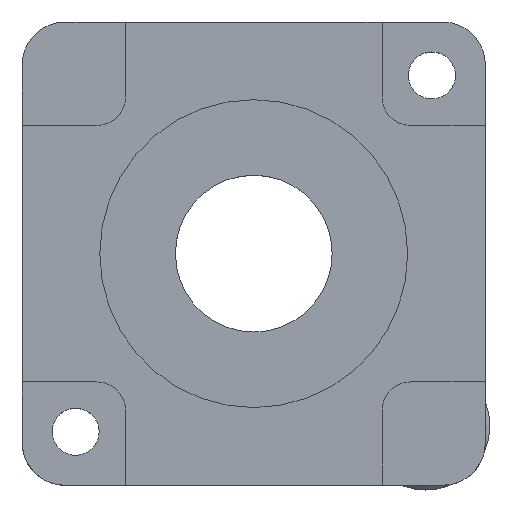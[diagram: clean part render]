
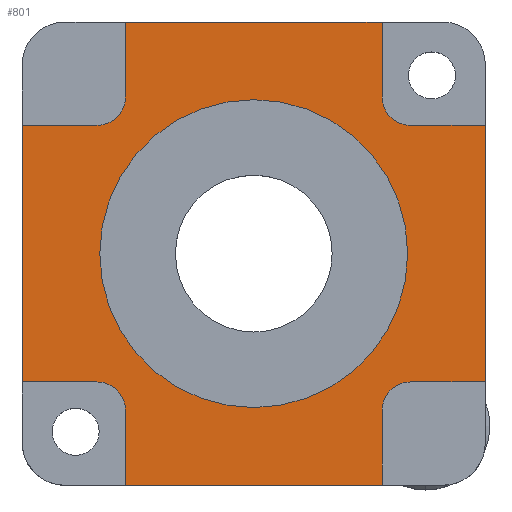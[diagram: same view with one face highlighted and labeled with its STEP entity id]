
A CAD part, top view. The second image highlights one B-rep face of the part: STEP entity #801.
In plain terms, the highlighted planar face has unit normal (0, 0, 1).
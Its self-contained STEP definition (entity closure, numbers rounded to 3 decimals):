
#78 = VERTEX_POINT ( 'NONE', #1176 ) ;
#208 = VERTEX_POINT ( 'NONE', #1545 ) ;
#221 = EDGE_CURVE ( 'NONE', #610, #584, #1465, .T. ) ;
#234 = EDGE_CURVE ( 'NONE', #208, #78, #1584, .T. ) ;
#272 = VERTEX_POINT ( 'NONE', #1454 ) ;
#313 = EDGE_CURVE ( 'NONE', #318, #272, #1616, .T. ) ;
#318 = VERTEX_POINT ( 'NONE', #1306 ) ;
#323 = EDGE_CURVE ( 'NONE', #272, #318, #2848, .T. ) ;
#368 = EDGE_CURVE ( 'NONE', #370, #385, #1792, .T. ) ;
#370 = VERTEX_POINT ( 'NONE', #1787 ) ;
#385 = VERTEX_POINT ( 'NONE', #1754 ) ;
#388 = EDGE_CURVE ( 'NONE', #487, #370, #1755, .T. ) ;
#404 = VERTEX_POINT ( 'NONE', #1728 ) ;
#407 = EDGE_CURVE ( 'NONE', #522, #78, #1694, .T. ) ;
#411 = EDGE_CURVE ( 'NONE', #452, #487, #1690, .T. ) ;
#412 = VERTEX_POINT ( 'NONE', #1685 ) ;
#413 = EDGE_CURVE ( 'NONE', #414, #422, #1695, .T. ) ;
#414 = VERTEX_POINT ( 'NONE', #1831 ) ;
#422 = VERTEX_POINT ( 'NONE', #1832 ) ;
#426 = EDGE_CURVE ( 'NONE', #431, #610, #1821, .T. ) ;
#431 = VERTEX_POINT ( 'NONE', #1817 ) ;
#452 = VERTEX_POINT ( 'NONE', #1674 ) ;
#458 = EDGE_CURVE ( 'NONE', #452, #412, #1896, .T. ) ;
#487 = VERTEX_POINT ( 'NONE', #2011 ) ;
#522 = VERTEX_POINT ( 'NONE', #1982 ) ;
#524 = EDGE_CURVE ( 'NONE', #522, #431, #1971, .T. ) ;
#545 = EDGE_CURVE ( 'NONE', #385, #208, #2004, .T. ) ;
#584 = VERTEX_POINT ( 'NONE', #2080 ) ;
#610 = VERTEX_POINT ( 'NONE', #1881 ) ;
#624 = EDGE_CURVE ( 'NONE', #404, #414, #2063, .T. ) ;
#631 = ORIENTED_EDGE ( 'NONE', *, *, #426, .T. ) ;
#671 = ORIENTED_EDGE ( 'NONE', *, *, #221, .T. ) ;
#677 = ORIENTED_EDGE ( 'NONE', *, *, #458, .F. ) ;
#689 = ORIENTED_EDGE ( 'NONE', *, *, #368, .T. ) ;
#690 = ORIENTED_EDGE ( 'NONE', *, *, #697, .F. ) ;
#694 = ORIENTED_EDGE ( 'NONE', *, *, #323, .T. ) ;
#696 = ORIENTED_EDGE ( 'NONE', *, *, #234, .T. ) ;
#697 = EDGE_CURVE ( 'NONE', #404, #875, #2137, .T. ) ;
#713 = ORIENTED_EDGE ( 'NONE', *, *, #871, .F. ) ;
#714 = ORIENTED_EDGE ( 'NONE', *, *, #407, .F. ) ;
#715 = EDGE_LOOP ( 'NONE', ( #694, #854 ) ) ;
#801 = ADVANCED_FACE ( 'NONE', ( #2355, #2423 ), #2354, .T. ) ;
#802 = ORIENTED_EDGE ( 'NONE', *, *, #411, .T. ) ;
#803 = EDGE_LOOP ( 'NONE', ( #690, #847, #845, #863, #677, #802, #846, #689, #848, #696, #714, #850, #631, #671, #713, #851 ) ) ;
#810 = EDGE_CURVE ( 'NONE', #870, #875, #2413, .T. ) ;
#845 = ORIENTED_EDGE ( 'NONE', *, *, #413, .T. ) ;
#846 = ORIENTED_EDGE ( 'NONE', *, *, #388, .T. ) ;
#847 = ORIENTED_EDGE ( 'NONE', *, *, #624, .T. ) ;
#848 = ORIENTED_EDGE ( 'NONE', *, *, #545, .T. ) ;
#849 = EDGE_CURVE ( 'NONE', #422, #412, #2298, .T. ) ;
#850 = ORIENTED_EDGE ( 'NONE', *, *, #524, .T. ) ;
#851 = ORIENTED_EDGE ( 'NONE', *, *, #810, .T. ) ;
#854 = ORIENTED_EDGE ( 'NONE', *, *, #313, .T. ) ;
#863 = ORIENTED_EDGE ( 'NONE', *, *, #849, .T. ) ;
#870 = VERTEX_POINT ( 'NONE', #2502 ) ;
#871 = EDGE_CURVE ( 'NONE', #870, #584, #2535, .T. ) ;
#875 = VERTEX_POINT ( 'NONE', #2589 ) ;
#1176 = CARTESIAN_POINT ( 'NONE',  ( 13.311, -32.438, 5.75 ) ) ;
#1306 = CARTESIAN_POINT ( 'NONE',  ( -26.289, 0.062, 5.75 ) ) ;
#1454 = CARTESIAN_POINT ( 'NONE',  ( 16.911, 0.062, 5.75 ) ) ;
#1462 = DIRECTION ( 'NONE',  ( 0., 1., 0. ) ) ;
#1463 = VECTOR ( 'NONE', #1462, 1000. ) ;
#1464 = CARTESIAN_POINT ( 'NONE',  ( 27.811, -97.5, 5.75 ) ) ;
#1465 = LINE ( 'NONE', #1464, #1463 ) ;
#1545 = CARTESIAN_POINT ( 'NONE',  ( -22.689, -32.438, 5.75 ) ) ;
#1559 = DIRECTION ( 'NONE',  ( 1., 0., 0. ) ) ;
#1560 = DIRECTION ( 'NONE',  ( 0., 0., -1. ) ) ;
#1561 = CARTESIAN_POINT ( 'NONE',  ( -4.689, 0.062, 5.75 ) ) ;
#1562 = AXIS2_PLACEMENT_3D ( 'NONE', #1561, #1560, #1559 ) ;
#1574 = DIRECTION ( 'NONE',  ( 1., 0., 0. ) ) ;
#1575 = VECTOR ( 'NONE', #1574, 1000. ) ;
#1583 = CARTESIAN_POINT ( 'NONE',  ( -4.689, -32.438, 5.75 ) ) ;
#1584 = LINE ( 'NONE', #1583, #1575 ) ;
#1616 = CIRCLE ( 'NONE', #1562, 21.6 ) ;
#1674 = CARTESIAN_POINT ( 'NONE',  ( -37.189, 18.062, 5.75 ) ) ;
#1685 = CARTESIAN_POINT ( 'NONE',  ( -26.689, 18.062, 5.75 ) ) ;
#1690 = LINE ( 'NONE', #1701, #1834 ) ;
#1691 = DIRECTION ( 'NONE',  ( 0., -1., 0. ) ) ;
#1692 = VECTOR ( 'NONE', #1691, 1000. ) ;
#1693 = CARTESIAN_POINT ( 'NONE',  ( 13.311, -97.5, 5.75 ) ) ;
#1694 = LINE ( 'NONE', #1693, #1692 ) ;
#1695 = LINE ( 'NONE', #1829, #1828 ) ;
#1701 = CARTESIAN_POINT ( 'NONE',  ( -37.189, -97.5, 5.75 ) ) ;
#1728 = CARTESIAN_POINT ( 'NONE',  ( 13.311, 32.562, 5.75 ) ) ;
#1746 = DIRECTION ( 'NONE',  ( 1., 0., 0. ) ) ;
#1747 = VECTOR ( 'NONE', #1746, 1000. ) ;
#1748 = CARTESIAN_POINT ( 'NONE',  ( -4.689, -17.938, 5.75 ) ) ;
#1754 = CARTESIAN_POINT ( 'NONE',  ( -22.689, -21.938, 5.75 ) ) ;
#1755 = LINE ( 'NONE', #1748, #1747 ) ;
#1787 = CARTESIAN_POINT ( 'NONE',  ( -26.689, -17.938, 5.75 ) ) ;
#1788 = DIRECTION ( 'NONE',  ( 1., 0., 0. ) ) ;
#1789 = DIRECTION ( 'NONE',  ( 0., 0., -1. ) ) ;
#1790 = CARTESIAN_POINT ( 'NONE',  ( -26.689, -21.938, 5.75 ) ) ;
#1792 = CIRCLE ( 'NONE', #1856, 4. ) ;
#1815 = VECTOR ( 'NONE', #1819, 1000. ) ;
#1817 = CARTESIAN_POINT ( 'NONE',  ( 17.311, -17.938, 5.75 ) ) ;
#1819 = DIRECTION ( 'NONE',  ( 1., 0., 0. ) ) ;
#1820 = CARTESIAN_POINT ( 'NONE',  ( -4.689, -17.938, 5.75 ) ) ;
#1821 = LINE ( 'NONE', #1820, #1815 ) ;
#1827 = DIRECTION ( 'NONE',  ( 0., -1., 0. ) ) ;
#1828 = VECTOR ( 'NONE', #1827, 1000. ) ;
#1829 = CARTESIAN_POINT ( 'NONE',  ( -22.689, -97.5, 5.75 ) ) ;
#1831 = CARTESIAN_POINT ( 'NONE',  ( -22.689, 32.562, 5.75 ) ) ;
#1832 = CARTESIAN_POINT ( 'NONE',  ( -22.689, 22.062, 5.75 ) ) ;
#1833 = DIRECTION ( 'NONE',  ( 0., -1., 0. ) ) ;
#1834 = VECTOR ( 'NONE', #1833, 1000. ) ;
#1856 = AXIS2_PLACEMENT_3D ( 'NONE', #1790, #1789, #1788 ) ;
#1881 = CARTESIAN_POINT ( 'NONE',  ( 27.811, -17.938, 5.75 ) ) ;
#1896 = LINE ( 'NONE', #1908, #1907 ) ;
#1907 = VECTOR ( 'NONE', #1936, 1000. ) ;
#1908 = CARTESIAN_POINT ( 'NONE',  ( -4.689, 18.062, 5.75 ) ) ;
#1927 = DIRECTION ( 'NONE',  ( 1., 0., 0. ) ) ;
#1928 = DIRECTION ( 'NONE',  ( 0., 0., -1. ) ) ;
#1936 = DIRECTION ( 'NONE',  ( 1., 0., 0. ) ) ;
#1965 = CARTESIAN_POINT ( 'NONE',  ( 17.311, -21.938, 5.75 ) ) ;
#1971 = CIRCLE ( 'NONE', #1981, 4. ) ;
#1981 = AXIS2_PLACEMENT_3D ( 'NONE', #1965, #1928, #1927 ) ;
#1982 = CARTESIAN_POINT ( 'NONE',  ( 13.311, -21.938, 5.75 ) ) ;
#1998 = DIRECTION ( 'NONE',  ( 0., -1., 0. ) ) ;
#1999 = VECTOR ( 'NONE', #1998, 1000. ) ;
#2003 = CARTESIAN_POINT ( 'NONE',  ( -22.689, -97.5, 5.75 ) ) ;
#2004 = LINE ( 'NONE', #2003, #1999 ) ;
#2011 = CARTESIAN_POINT ( 'NONE',  ( -37.189, -17.938, 5.75 ) ) ;
#2059 = DIRECTION ( 'NONE',  ( -1., 0., 0. ) ) ;
#2061 = VECTOR ( 'NONE', #2059, 1000. ) ;
#2062 = CARTESIAN_POINT ( 'NONE',  ( -4.689, 32.562, 5.75 ) ) ;
#2063 = LINE ( 'NONE', #2062, #2061 ) ;
#2080 = CARTESIAN_POINT ( 'NONE',  ( 27.811, 18.062, 5.75 ) ) ;
#2112 = DIRECTION ( 'NONE',  ( 0., -1., 0. ) ) ;
#2113 = VECTOR ( 'NONE', #2112, 1000. ) ;
#2136 = CARTESIAN_POINT ( 'NONE',  ( 13.311, -97.5, 5.75 ) ) ;
#2137 = LINE ( 'NONE', #2136, #2113 ) ;
#2293 = DIRECTION ( 'NONE',  ( 1., 0., 0. ) ) ;
#2294 = DIRECTION ( 'NONE',  ( 0., 0., -1. ) ) ;
#2297 = CARTESIAN_POINT ( 'NONE',  ( -26.689, 22.062, 5.75 ) ) ;
#2298 = CIRCLE ( 'NONE', #2301, 4. ) ;
#2301 = AXIS2_PLACEMENT_3D ( 'NONE', #2297, #2294, #2293 ) ;
#2328 = DIRECTION ( 'NONE',  ( 1., 0., 0. ) ) ;
#2335 = AXIS2_PLACEMENT_3D ( 'NONE', #2340, #2417, #2328 ) ;
#2340 = CARTESIAN_POINT ( 'NONE',  ( 17.311, 22.062, 5.75 ) ) ;
#2354 = PLANE ( 'NONE',  #2421 ) ;
#2355 = FACE_OUTER_BOUND ( 'NONE', #803, .T. ) ;
#2413 = CIRCLE ( 'NONE', #2335, 4. ) ;
#2414 = DIRECTION ( 'NONE',  ( 1., 0., 0. ) ) ;
#2415 = DIRECTION ( 'NONE',  ( 0., 0., 1. ) ) ;
#2417 = DIRECTION ( 'NONE',  ( 0., 0., -1. ) ) ;
#2421 = AXIS2_PLACEMENT_3D ( 'NONE', #2424, #2415, #2414 ) ;
#2423 = FACE_BOUND ( 'NONE', #715, .T. ) ;
#2424 = CARTESIAN_POINT ( 'NONE',  ( -4.689, -97.5, 5.75 ) ) ;
#2502 = CARTESIAN_POINT ( 'NONE',  ( 17.311, 18.062, 5.75 ) ) ;
#2520 = DIRECTION ( 'NONE',  ( 1., 0., 0. ) ) ;
#2521 = VECTOR ( 'NONE', #2520, 1000. ) ;
#2522 = CARTESIAN_POINT ( 'NONE',  ( -4.689, 18.062, 5.75 ) ) ;
#2535 = LINE ( 'NONE', #2522, #2521 ) ;
#2589 = CARTESIAN_POINT ( 'NONE',  ( 13.311, 22.062, 5.75 ) ) ;
#2842 = DIRECTION ( 'NONE',  ( 1., 0., 0. ) ) ;
#2843 = DIRECTION ( 'NONE',  ( 0., 0., -1. ) ) ;
#2844 = CARTESIAN_POINT ( 'NONE',  ( -4.689, 0.062, 5.75 ) ) ;
#2848 = CIRCLE ( 'NONE', #2852, 21.6 ) ;
#2852 = AXIS2_PLACEMENT_3D ( 'NONE', #2844, #2843, #2842 ) ;
